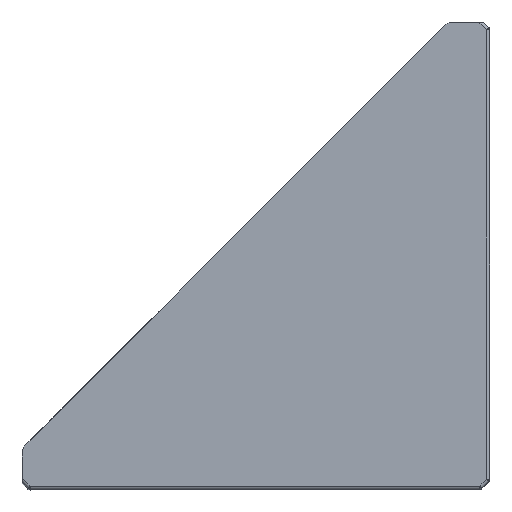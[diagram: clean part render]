
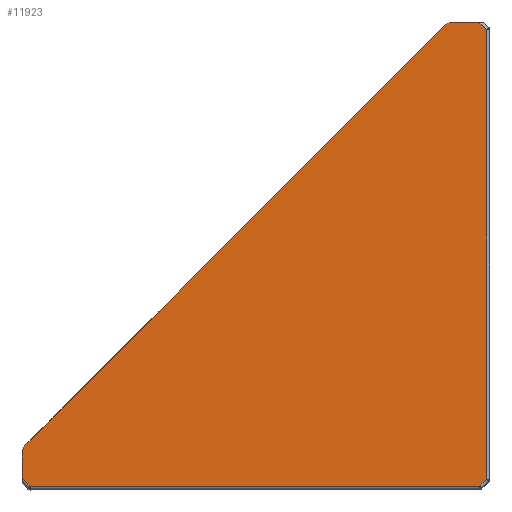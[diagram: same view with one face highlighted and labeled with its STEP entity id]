
A CAD part, top view. The second image highlights one B-rep face of the part: STEP entity #11923.
In plain terms, the highlighted planar face has unit normal (0.012, -0.012, 1).
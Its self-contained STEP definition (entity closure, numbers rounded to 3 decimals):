
#68 = CARTESIAN_POINT ( 'NONE',  ( -7.317, 75.414, 37. ) ) ;
#248 = EDGE_CURVE ( 'NONE', #18901, #17917, #15264, .T. ) ;
#502 =( BOUNDED_CURVE ( )  B_SPLINE_CURVE ( 3, ( #22248, #13529, #2919, #15328 ),
 .UNSPECIFIED., .F., .F. ) 
 B_SPLINE_CURVE_WITH_KNOTS ( ( 4, 4 ),
 ( 3.142, 3.927 ),
 .UNSPECIFIED. ) 
 CURVE ( )  GEOMETRIC_REPRESENTATION_ITEM ( )  RATIONAL_B_SPLINE_CURVE ( ( 1., 0.949, 0.949, 1. ) ) 
 REPRESENTATION_ITEM ( '' )  );
#980 = CARTESIAN_POINT ( 'NONE',  ( -75.414, 7.317, 37. ) ) ;
#1618 = VERTEX_POINT ( 'NONE', #18693 ) ;
#2269 = ORIENTED_EDGE ( 'NONE', *, *, #3147, .T. ) ;
#2284 = LINE ( 'NONE', #22761, #11176 ) ;
#2324 = LINE ( 'NONE', #16601, #20553 ) ;
#2427 = VERTEX_POINT ( 'NONE', #17857 ) ;
#2487 = CARTESIAN_POINT ( 'NONE',  ( -74.74, 0.494, 36.907 ) ) ;
#2919 = CARTESIAN_POINT ( 'NONE',  ( -76., 6.441, 36.996 ) ) ;
#2985 = CARTESIAN_POINT ( 'NONE',  ( -5.903, 76., 36.99 ) ) ;
#3147 = EDGE_CURVE ( 'NONE', #1618, #17385, #2324, .T. ) ;
#3189 = DIRECTION ( 'NONE',  ( 0., -1., -0.012 ) ) ;
#3389 = VECTOR ( 'NONE', #3189, 1000. ) ;
#3535 = LINE ( 'NONE', #4002, #21733 ) ;
#3576 = LINE ( 'NONE', #4168, #7757 ) ;
#3984 = VERTEX_POINT ( 'NONE', #7219 ) ;
#4002 = CARTESIAN_POINT ( 'NONE',  ( -1.048, 76., 36.93 ) ) ;
#4168 = CARTESIAN_POINT ( 'NONE',  ( -1.4, 75.646, 36.93 ) ) ;
#4266 = ORIENTED_EDGE ( 'NONE', *, *, #13298, .T. ) ;
#4349 = EDGE_CURVE ( 'NONE', #6875, #18901, #9594, .T. ) ;
#4653 = CARTESIAN_POINT ( 'NONE',  ( -7.317, 75.414, 37. ) ) ;
#4946 = ORIENTED_EDGE ( 'NONE', *, *, #10344, .T. ) ;
#5601 = DIRECTION ( 'NONE',  ( 0., 1., 0.012 ) ) ;
#6084 = EDGE_CURVE ( 'NONE', #2427, #1618, #16945, .T. ) ;
#6153 = EDGE_CURVE ( 'NONE', #17385, #13472, #2284, .T. ) ;
#6875 = VERTEX_POINT ( 'NONE', #2985 ) ;
#7199 = ORIENTED_EDGE ( 'NONE', *, *, #6153, .T. ) ;
#7219 = CARTESIAN_POINT ( 'NONE',  ( -1.754, 76., 36.939 ) ) ;
#7757 = VECTOR ( 'NONE', #9549, 1000. ) ;
#8426 = ORIENTED_EDGE ( 'NONE', *, *, #19770, .T. ) ;
#8468 = ORIENTED_EDGE ( 'NONE', *, *, #21403, .T. ) ;
#9549 = DIRECTION ( 'NONE',  ( -0.707, 0.707, 0.017 ) ) ;
#9594 =( BOUNDED_CURVE ( )  B_SPLINE_CURVE ( 3, ( #20529, #9918, #20453, #22255 ),
 .UNSPECIFIED., .F., .F. ) 
 B_SPLINE_CURVE_WITH_KNOTS ( ( 4, 4 ),
 ( 2.356, 3.142 ),
 .UNSPECIFIED. ) 
 CURVE ( )  GEOMETRIC_REPRESENTATION_ITEM ( )  RATIONAL_B_SPLINE_CURVE ( ( 1., 0.949, 0.949, 1. ) ) 
 REPRESENTATION_ITEM ( '' )  );
#9918 = CARTESIAN_POINT ( 'NONE',  ( -6.441, 76., 36.996 ) ) ;
#10344 = EDGE_CURVE ( 'NONE', #13472, #12663, #13952, .T. ) ;
#10481 = DIRECTION ( 'NONE',  ( 0.707, 0.707, 0. ) ) ;
#10636 = LINE ( 'NONE', #16185, #19445 ) ;
#11176 = VECTOR ( 'NONE', #17463, 1000. ) ;
#11923 = ADVANCED_FACE ( 'Fl�che2', ( #15006 ), #17131, .T. ) ;
#11932 = DIRECTION ( 'NONE',  ( 1., 0., -0.012 ) ) ;
#12492 = DIRECTION ( 'NONE',  ( -0.707, -0.707, 0. ) ) ;
#12663 = VERTEX_POINT ( 'NONE', #15198 ) ;
#13298 = EDGE_CURVE ( 'NONE', #12663, #20319, #10636, .T. ) ;
#13409 = VECTOR ( 'NONE', #10481, 1000. ) ;
#13472 = VERTEX_POINT ( 'NONE', #18537 ) ;
#13529 = CARTESIAN_POINT ( 'NONE',  ( -75.794, 6.937, 37. ) ) ;
#13952 = LINE ( 'NONE', #19310, #13409 ) ;
#15006 = FACE_OUTER_BOUND ( 'NONE', #20880, .T. ) ;
#15198 = CARTESIAN_POINT ( 'NONE',  ( -0.494, 1.615, 36.005 ) ) ;
#15264 = LINE ( 'NONE', #68, #19921 ) ;
#15328 = CARTESIAN_POINT ( 'NONE',  ( -76., 5.903, 36.99 ) ) ;
#15425 = ORIENTED_EDGE ( 'NONE', *, *, #248, .T. ) ;
#16185 = CARTESIAN_POINT ( 'NONE',  ( -0.494, 74.246, 36.901 ) ) ;
#16383 = DIRECTION ( 'NONE',  ( -1., 0., 0.012 ) ) ;
#16568 = EDGE_CURVE ( 'NONE', #20319, #3984, #3576, .T. ) ;
#16601 = CARTESIAN_POINT ( 'NONE',  ( -74.6, 0.354, 36.904 ) ) ;
#16692 = DIRECTION ( 'NONE',  ( 0.707, -0.707, -0.017 ) ) ;
#16945 = LINE ( 'NONE', #20701, #3389 ) ;
#17131 = PLANE ( 'NONE',  #20008 ) ;
#17385 = VERTEX_POINT ( 'NONE', #2487 ) ;
#17463 = DIRECTION ( 'NONE',  ( 1., 0., -0.012 ) ) ;
#17857 = CARTESIAN_POINT ( 'NONE',  ( -76., 5.903, 36.99 ) ) ;
#17917 = VERTEX_POINT ( 'NONE', #980 ) ;
#18537 = CARTESIAN_POINT ( 'NONE',  ( -1.615, 0.494, 36.005 ) ) ;
#18693 = CARTESIAN_POINT ( 'NONE',  ( -76., 1.754, 36.939 ) ) ;
#18901 = VERTEX_POINT ( 'NONE', #4653 ) ;
#18936 = CARTESIAN_POINT ( 'NONE',  ( -7.317, 75.414, 37. ) ) ;
#19275 = ORIENTED_EDGE ( 'NONE', *, *, #4349, .T. ) ;
#19310 = CARTESIAN_POINT ( 'NONE',  ( -0.347, 1.762, 36.005 ) ) ;
#19445 = VECTOR ( 'NONE', #5601, 1000. ) ;
#19770 = EDGE_CURVE ( 'NONE', #17917, #2427, #502, .T. ) ;
#19921 = VECTOR ( 'NONE', #12492, 1000. ) ;
#19995 = ORIENTED_EDGE ( 'NONE', *, *, #16568, .T. ) ;
#20008 = AXIS2_PLACEMENT_3D ( 'NONE', #18936, #22424, #11932 ) ;
#20319 = VERTEX_POINT ( 'NONE', #22456 ) ;
#20453 = CARTESIAN_POINT ( 'NONE',  ( -6.937, 75.794, 37. ) ) ;
#20529 = CARTESIAN_POINT ( 'NONE',  ( -5.903, 76., 36.99 ) ) ;
#20553 = VECTOR ( 'NONE', #16692, 1000. ) ;
#20701 = CARTESIAN_POINT ( 'NONE',  ( -76., 5.903, 36.99 ) ) ;
#20880 = EDGE_LOOP ( 'NONE', ( #2269, #7199, #4946, #4266, #19995, #8468, #19275, #15425, #8426, #20953 ) ) ;
#20953 = ORIENTED_EDGE ( 'NONE', *, *, #6084, .T. ) ;
#21403 = EDGE_CURVE ( 'NONE', #3984, #6875, #3535, .T. ) ;
#21733 = VECTOR ( 'NONE', #16383, 1000. ) ;
#22248 = CARTESIAN_POINT ( 'NONE',  ( -75.414, 7.317, 37. ) ) ;
#22255 = CARTESIAN_POINT ( 'NONE',  ( -7.317, 75.414, 37. ) ) ;
#22424 = DIRECTION ( 'NONE',  ( 0.012, -0.012, 1. ) ) ;
#22456 = CARTESIAN_POINT ( 'NONE',  ( -0.494, 74.74, 36.907 ) ) ;
#22761 = CARTESIAN_POINT ( 'NONE',  ( -1.414, 0.494, 36.002 ) ) ;
